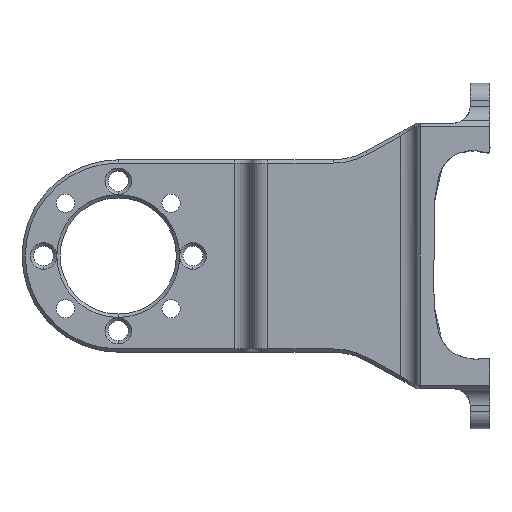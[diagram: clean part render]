
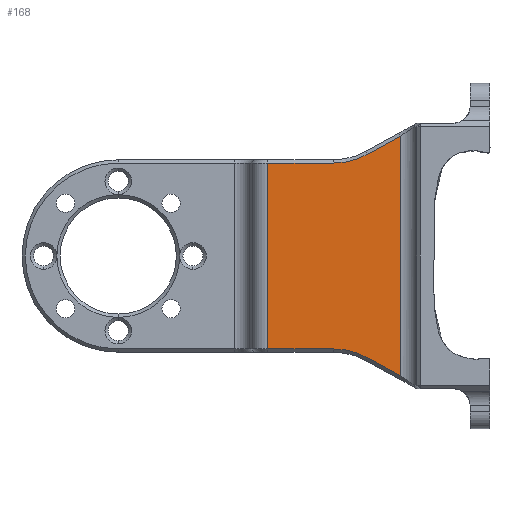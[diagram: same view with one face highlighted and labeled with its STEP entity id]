
A CAD part, front view. The second image highlights one B-rep face of the part: STEP entity #168.
In plain terms, the highlighted planar face has unit normal (0, -1, 0).
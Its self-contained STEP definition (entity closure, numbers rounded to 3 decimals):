
#36 = CIRCLE ( 'NONE', #12313, 21. ) ;
#168 = ADVANCED_FACE ( 'NONE', ( #2174 ), #6294, .T. ) ;
#331 = AXIS2_PLACEMENT_3D ( 'NONE', #6108, #7317, #7386 ) ;
#597 = DIRECTION ( 'NONE',  ( 0., 0., -1. ) ) ;
#939 = VERTEX_POINT ( 'NONE', #10884 ) ;
#1011 = CARTESIAN_POINT ( 'NONE',  ( 85., -40., 40. ) ) ;
#1298 = DIRECTION ( 'NONE',  ( 1., 0., 0. ) ) ;
#1358 = EDGE_CURVE ( 'NONE', #6278, #939, #8651, .T. ) ;
#1518 = ORIENTED_EDGE ( 'NONE', *, *, #9513, .T. ) ;
#1694 = LINE ( 'NONE', #8506, #3022 ) ;
#2104 = DIRECTION ( 'NONE',  ( 0., 0., 1. ) ) ;
#2174 = FACE_OUTER_BOUND ( 'NONE', #8862, .T. ) ;
#2430 = EDGE_CURVE ( 'NONE', #6894, #5390, #1694, .T. ) ;
#3013 = AXIS2_PLACEMENT_3D ( 'NONE', #4491, #9340, #7436 ) ;
#3022 = VECTOR ( 'NONE', #6716, 1000. ) ;
#3156 = ORIENTED_EDGE ( 'NONE', *, *, #6226, .T. ) ;
#3423 = CARTESIAN_POINT ( 'NONE',  ( 85., -40., 36.109 ) ) ;
#3884 = EDGE_CURVE ( 'NONE', #939, #7982, #10943, .T. ) ;
#3908 = CARTESIAN_POINT ( 'NONE',  ( 64.863, -40., -28. ) ) ;
#4265 = CIRCLE ( 'NONE', #3013, 21. ) ;
#4388 = ORIENTED_EDGE ( 'NONE', *, *, #10575, .T. ) ;
#4418 = EDGE_CURVE ( 'NONE', #8066, #6894, #4265, .T. ) ;
#4491 = CARTESIAN_POINT ( 'NONE',  ( 64.863, -40., 49. ) ) ;
#4520 = CARTESIAN_POINT ( 'NONE',  ( 45., -40., -28. ) ) ;
#5209 = CARTESIAN_POINT ( 'NONE',  ( 64.863, -40., 28. ) ) ;
#5390 = VERTEX_POINT ( 'NONE', #10840 ) ;
#5419 = ORIENTED_EDGE ( 'NONE', *, *, #2430, .T. ) ;
#5493 = LINE ( 'NONE', #11466, #11770 ) ;
#6108 = CARTESIAN_POINT ( 'NONE',  ( 0., -40., 0. ) ) ;
#6226 = EDGE_CURVE ( 'NONE', #9517, #10603, #11163, .T. ) ;
#6278 = VERTEX_POINT ( 'NONE', #9121 ) ;
#6294 = PLANE ( 'NONE',  #331 ) ;
#6548 = EDGE_CURVE ( 'NONE', #7982, #8066, #5493, .T. ) ;
#6716 = DIRECTION ( 'NONE',  ( -1., 0., 0. ) ) ;
#6752 = CARTESIAN_POINT ( 'NONE',  ( 64.863, -40., -49. ) ) ;
#6894 = VERTEX_POINT ( 'NONE', #5209 ) ;
#7317 = DIRECTION ( 'NONE',  ( 0., -1., 0. ) ) ;
#7386 = DIRECTION ( 'NONE',  ( 0., 0., -1. ) ) ;
#7436 = DIRECTION ( 'NONE',  ( 0., 0., -1. ) ) ;
#7494 = VECTOR ( 'NONE', #1298, 1000. ) ;
#7584 = DIRECTION ( 'NONE',  ( -0.876, 0., -0.482 ) ) ;
#7693 = CARTESIAN_POINT ( 'NONE',  ( 85.482, -40., -36.374 ) ) ;
#7982 = VERTEX_POINT ( 'NONE', #3423 ) ;
#8066 = VERTEX_POINT ( 'NONE', #9246 ) ;
#8134 = VECTOR ( 'NONE', #10691, 1000. ) ;
#8238 = ORIENTED_EDGE ( 'NONE', *, *, #4418, .T. ) ;
#8506 = CARTESIAN_POINT ( 'NONE',  ( 0., -40., 28. ) ) ;
#8651 = LINE ( 'NONE', #7693, #8134 ) ;
#8862 = EDGE_LOOP ( 'NONE', ( #10039, #10931, #8238, #5419, #4388, #3156, #1518, #9794 ) ) ;
#8898 = DIRECTION ( 'NONE',  ( 0., 0., -1. ) ) ;
#8993 = CARTESIAN_POINT ( 'NONE',  ( 64.863, -40., -28. ) ) ;
#9121 = CARTESIAN_POINT ( 'NONE',  ( 74.983, -40., -30.599 ) ) ;
#9246 = CARTESIAN_POINT ( 'NONE',  ( 74.983, -40., 30.599 ) ) ;
#9340 = DIRECTION ( 'NONE',  ( 0., 1., 0. ) ) ;
#9513 = EDGE_CURVE ( 'NONE', #10603, #6278, #36, .T. ) ;
#9517 = VERTEX_POINT ( 'NONE', #4520 ) ;
#9794 = ORIENTED_EDGE ( 'NONE', *, *, #1358, .T. ) ;
#10039 = ORIENTED_EDGE ( 'NONE', *, *, #3884, .T. ) ;
#10188 = VECTOR ( 'NONE', #2104, 1000. ) ;
#10575 = EDGE_CURVE ( 'NONE', #5390, #9517, #11011, .T. ) ;
#10603 = VERTEX_POINT ( 'NONE', #3908 ) ;
#10691 = DIRECTION ( 'NONE',  ( 0.876, 0., -0.482 ) ) ;
#10840 = CARTESIAN_POINT ( 'NONE',  ( 45., -40., 28. ) ) ;
#10884 = CARTESIAN_POINT ( 'NONE',  ( 85., -40., -36.109 ) ) ;
#10931 = ORIENTED_EDGE ( 'NONE', *, *, #6548, .T. ) ;
#10943 = LINE ( 'NONE', #1011, #10188 ) ;
#11011 = LINE ( 'NONE', #12666, #11367 ) ;
#11163 = LINE ( 'NONE', #8993, #7494 ) ;
#11367 = VECTOR ( 'NONE', #8898, 1000. ) ;
#11466 = CARTESIAN_POINT ( 'NONE',  ( 74.983, -40., 30.599 ) ) ;
#11770 = VECTOR ( 'NONE', #7584, 1000. ) ;
#12313 = AXIS2_PLACEMENT_3D ( 'NONE', #6752, #12368, #597 ) ;
#12368 = DIRECTION ( 'NONE',  ( 0., 1., 0. ) ) ;
#12666 = CARTESIAN_POINT ( 'NONE',  ( 45., -40., 0. ) ) ;
